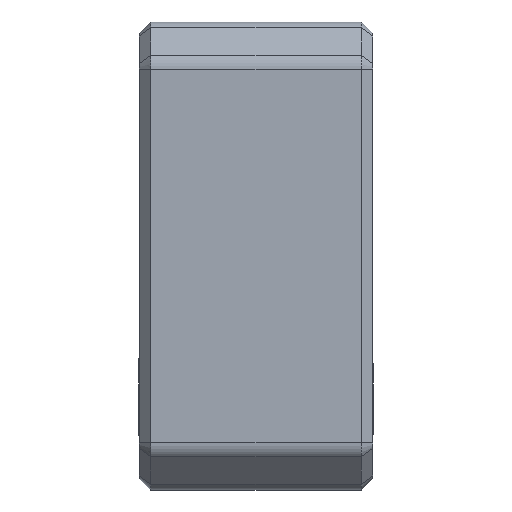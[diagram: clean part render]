
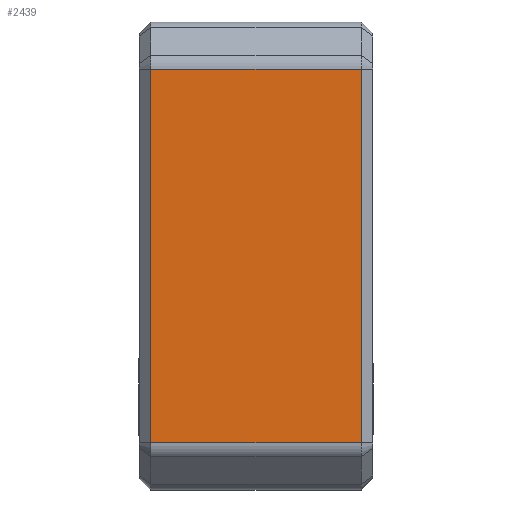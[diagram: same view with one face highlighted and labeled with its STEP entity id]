
A CAD part, front view. The second image highlights one B-rep face of the part: STEP entity #2439.
In plain terms, the highlighted planar face has unit normal (0, -1, 0).
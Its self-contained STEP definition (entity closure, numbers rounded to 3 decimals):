
#204=LINE('',#4320,#420);
#287=LINE('',#4566,#503);
#288=LINE('',#4570,#504);
#289=LINE('',#4571,#505);
#420=VECTOR('',#2852,10.);
#503=VECTOR('',#3107,10.);
#504=VECTOR('',#3112,10.);
#505=VECTOR('',#3113,10.);
#634=PLANE('',#2647);
#745=FACE_OUTER_BOUND('',#894,.T.);
#894=EDGE_LOOP('',(#1950,#1951,#1952,#1953));
#1105=VERTEX_POINT('',#4313);
#1108=VERTEX_POINT('',#4318);
#1185=VERTEX_POINT('',#4565);
#1186=VERTEX_POINT('',#4569);
#1353=EDGE_CURVE('',#1108,#1105,#204,.T.);
#1476=EDGE_CURVE('',#1185,#1105,#287,.T.);
#1478=EDGE_CURVE('',#1186,#1108,#288,.T.);
#1479=EDGE_CURVE('',#1185,#1186,#289,.T.);
#1950=ORIENTED_EDGE('',*,*,#1353,.F.);
#1951=ORIENTED_EDGE('',*,*,#1478,.F.);
#1952=ORIENTED_EDGE('',*,*,#1479,.F.);
#1953=ORIENTED_EDGE('',*,*,#1476,.T.);
#2439=ADVANCED_FACE('',(#745),#634,.F.);
#2647=AXIS2_PLACEMENT_3D('',#4568,#3110,#3111);
#2852=DIRECTION('',(0.,0.,-1.));
#3107=DIRECTION('',(1.,0.,0.));
#3110=DIRECTION('center_axis',(0.,1.,0.));
#3111=DIRECTION('ref_axis',(0.,0.,1.));
#3112=DIRECTION('',(1.,0.,0.));
#3113=DIRECTION('',(0.,0.,1.));
#4313=CARTESIAN_POINT('',(2.7,-6.,-4.793));
#4318=CARTESIAN_POINT('',(2.7,-6.,4.793));
#4320=CARTESIAN_POINT('',(2.7,-6.,-4.));
#4565=CARTESIAN_POINT('',(-2.7,-6.,-4.793));
#4566=CARTESIAN_POINT('',(0.,-6.,-4.793));
#4568=CARTESIAN_POINT('Origin',(0.,-6.,-8.));
#4569=CARTESIAN_POINT('',(-2.7,-6.,4.793));
#4570=CARTESIAN_POINT('',(0.,-6.,4.793));
#4571=CARTESIAN_POINT('',(-2.7,-6.,-4.));
